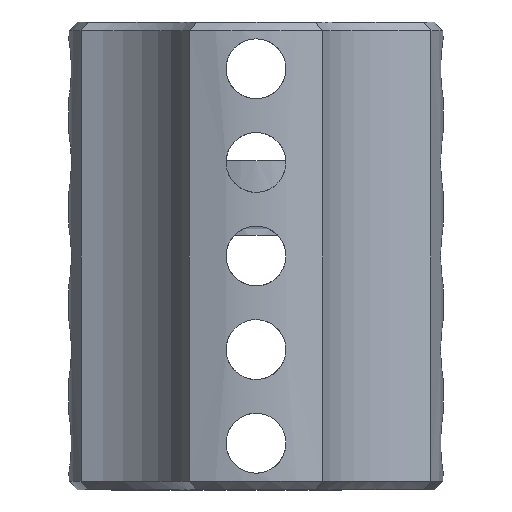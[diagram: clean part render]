
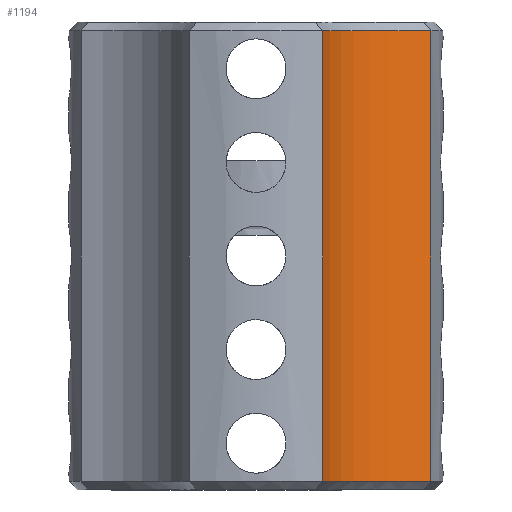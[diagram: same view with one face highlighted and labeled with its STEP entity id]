
A CAD part, front view. The second image highlights one B-rep face of the part: STEP entity #1194.
In plain terms, the highlighted cylindrical face has radius 5 mm (diameter 10 mm), a partial arc.
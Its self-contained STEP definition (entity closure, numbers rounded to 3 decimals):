
#21 = EDGE_CURVE('',#22,#24,#26,.T.);
#22 = VERTEX_POINT('',#23);
#23 = CARTESIAN_POINT('',(5.841,-2.225,0.3));
#24 = VERTEX_POINT('',#25);
#25 = CARTESIAN_POINT('',(5.841,-2.225,15.325));
#26 = SURFACE_CURVE('',#27,(#31,#43),.PCURVE_S1.);
#27 = LINE('',#28,#29);
#28 = CARTESIAN_POINT('',(5.841,-2.225,0.));
#29 = VECTOR('',#30,1.);
#30 = DIRECTION('',(0.,0.,1.));
#31 = PCURVE('',#32,#37);
#32 = CYLINDRICAL_SURFACE('',#33,6.25);
#33 = AXIS2_PLACEMENT_3D('',#34,#35,#36);
#34 = CARTESIAN_POINT('',(0.,0.,0.));
#35 = DIRECTION('',(-0.,-0.,-1.));
#36 = DIRECTION('',(1.,0.,0.));
#37 = DEFINITIONAL_REPRESENTATION('',(#38),#42);
#38 = LINE('',#39,#40);
#39 = CARTESIAN_POINT('',(-5.919,0.));
#40 = VECTOR('',#41,1.);
#41 = DIRECTION('',(-0.,-1.));
#42 = ( GEOMETRIC_REPRESENTATION_CONTEXT(2) 
PARAMETRIC_REPRESENTATION_CONTEXT() REPRESENTATION_CONTEXT('2D SPACE',''
  ) );
#43 = PCURVE('',#44,#49);
#44 = CYLINDRICAL_SURFACE('',#45,5.);
#45 = AXIS2_PLACEMENT_3D('',#46,#47,#48);
#46 = CARTESIAN_POINT('',(7.071,-7.071,0.));
#47 = DIRECTION('',(-0.,-0.,-1.));
#48 = DIRECTION('',(1.,0.,0.));
#49 = DEFINITIONAL_REPRESENTATION('',(#50),#54);
#50 = LINE('',#51,#52);
#51 = CARTESIAN_POINT('',(-1.819,0.));
#52 = VECTOR('',#53,1.);
#53 = DIRECTION('',(-0.,-1.));
#54 = ( GEOMETRIC_REPRESENTATION_CONTEXT(2) 
PARAMETRIC_REPRESENTATION_CONTEXT() REPRESENTATION_CONTEXT('2D SPACE',''
  ) );
#1194 = ADVANCED_FACE('',(#1195),#44,.F.);
#1195 = FACE_BOUND('',#1196,.T.);
#1196 = EDGE_LOOP('',(#1197,#1198,#1227,#1255));
#1197 = ORIENTED_EDGE('',*,*,#21,.T.);
#1198 = ORIENTED_EDGE('',*,*,#1199,.T.);
#1199 = EDGE_CURVE('',#24,#1200,#1202,.T.);
#1200 = VERTEX_POINT('',#1201);
#1201 = CARTESIAN_POINT('',(2.225,-5.841,15.325));
#1202 = SURFACE_CURVE('',#1203,(#1208,#1215),.PCURVE_S1.);
#1203 = CIRCLE('',#1204,5.);
#1204 = AXIS2_PLACEMENT_3D('',#1205,#1206,#1207);
#1205 = CARTESIAN_POINT('',(7.071,-7.071,15.325));
#1206 = DIRECTION('',(0.,0.,1.));
#1207 = DIRECTION('',(-0.246,0.969,0.));
#1208 = PCURVE('',#44,#1209);
#1209 = DEFINITIONAL_REPRESENTATION('',(#1210),#1214);
#1210 = LINE('',#1211,#1212);
#1211 = CARTESIAN_POINT('',(-1.819,-15.325));
#1212 = VECTOR('',#1213,1.);
#1213 = DIRECTION('',(-1.,0.));
#1214 = ( GEOMETRIC_REPRESENTATION_CONTEXT(2) 
PARAMETRIC_REPRESENTATION_CONTEXT() REPRESENTATION_CONTEXT('2D SPACE',''
  ) );
#1215 = PCURVE('',#1216,#1221);
#1216 = CONICAL_SURFACE('',#1217,5.,0.785);
#1217 = AXIS2_PLACEMENT_3D('',#1218,#1219,#1220);
#1218 = CARTESIAN_POINT('',(7.071,-7.071,15.325));
#1219 = DIRECTION('',(0.,0.,1.));
#1220 = DIRECTION('',(-0.246,0.969,0.));
#1221 = DEFINITIONAL_REPRESENTATION('',(#1222),#1226);
#1222 = LINE('',#1223,#1224);
#1223 = CARTESIAN_POINT('',(0.,0.));
#1224 = VECTOR('',#1225,1.);
#1225 = DIRECTION('',(1.,0.));
#1226 = ( GEOMETRIC_REPRESENTATION_CONTEXT(2) 
PARAMETRIC_REPRESENTATION_CONTEXT() REPRESENTATION_CONTEXT('2D SPACE',''
  ) );
#1227 = ORIENTED_EDGE('',*,*,#1228,.F.);
#1228 = EDGE_CURVE('',#1229,#1200,#1231,.T.);
#1229 = VERTEX_POINT('',#1230);
#1230 = CARTESIAN_POINT('',(2.225,-5.841,0.3));
#1231 = SURFACE_CURVE('',#1232,(#1236,#1243),.PCURVE_S1.);
#1232 = LINE('',#1233,#1234);
#1233 = CARTESIAN_POINT('',(2.225,-5.841,0.));
#1234 = VECTOR('',#1235,1.);
#1235 = DIRECTION('',(0.,0.,1.));
#1236 = PCURVE('',#44,#1237);
#1237 = DEFINITIONAL_REPRESENTATION('',(#1238),#1242);
#1238 = LINE('',#1239,#1240);
#1239 = CARTESIAN_POINT('',(-2.893,0.));
#1240 = VECTOR('',#1241,1.);
#1241 = DIRECTION('',(-0.,-1.));
#1242 = ( GEOMETRIC_REPRESENTATION_CONTEXT(2) 
PARAMETRIC_REPRESENTATION_CONTEXT() REPRESENTATION_CONTEXT('2D SPACE',''
  ) );
#1243 = PCURVE('',#1244,#1249);
#1244 = CYLINDRICAL_SURFACE('',#1245,6.25);
#1245 = AXIS2_PLACEMENT_3D('',#1246,#1247,#1248);
#1246 = CARTESIAN_POINT('',(0.,0.,0.));
#1247 = DIRECTION('',(-0.,-0.,-1.));
#1248 = DIRECTION('',(1.,0.,0.));
#1249 = DEFINITIONAL_REPRESENTATION('',(#1250),#1254);
#1250 = LINE('',#1251,#1252);
#1251 = CARTESIAN_POINT('',(-5.076,0.));
#1252 = VECTOR('',#1253,1.);
#1253 = DIRECTION('',(-0.,-1.));
#1254 = ( GEOMETRIC_REPRESENTATION_CONTEXT(2) 
PARAMETRIC_REPRESENTATION_CONTEXT() REPRESENTATION_CONTEXT('2D SPACE',''
  ) );
#1255 = ORIENTED_EDGE('',*,*,#1256,.F.);
#1256 = EDGE_CURVE('',#22,#1229,#1257,.T.);
#1257 = SURFACE_CURVE('',#1258,(#1263,#1270),.PCURVE_S1.);
#1258 = CIRCLE('',#1259,5.);
#1259 = AXIS2_PLACEMENT_3D('',#1260,#1261,#1262);
#1260 = CARTESIAN_POINT('',(7.071,-7.071,0.3));
#1261 = DIRECTION('',(0.,0.,1.));
#1262 = DIRECTION('',(-0.246,0.969,0.));
#1263 = PCURVE('',#44,#1264);
#1264 = DEFINITIONAL_REPRESENTATION('',(#1265),#1269);
#1265 = LINE('',#1266,#1267);
#1266 = CARTESIAN_POINT('',(-1.819,-0.3));
#1267 = VECTOR('',#1268,1.);
#1268 = DIRECTION('',(-1.,0.));
#1269 = ( GEOMETRIC_REPRESENTATION_CONTEXT(2) 
PARAMETRIC_REPRESENTATION_CONTEXT() REPRESENTATION_CONTEXT('2D SPACE',''
  ) );
#1270 = PCURVE('',#1271,#1276);
#1271 = CONICAL_SURFACE('',#1272,5.,0.785);
#1272 = AXIS2_PLACEMENT_3D('',#1273,#1274,#1275);
#1273 = CARTESIAN_POINT('',(7.071,-7.071,0.3));
#1274 = DIRECTION('',(-0.,-0.,-1.));
#1275 = DIRECTION('',(-0.246,0.969,0.));
#1276 = DEFINITIONAL_REPRESENTATION('',(#1277),#1281);
#1277 = LINE('',#1278,#1279);
#1278 = CARTESIAN_POINT('',(-0.,0.));
#1279 = VECTOR('',#1280,1.);
#1280 = DIRECTION('',(-1.,0.));
#1281 = ( GEOMETRIC_REPRESENTATION_CONTEXT(2) 
PARAMETRIC_REPRESENTATION_CONTEXT() REPRESENTATION_CONTEXT('2D SPACE',''
  ) );
